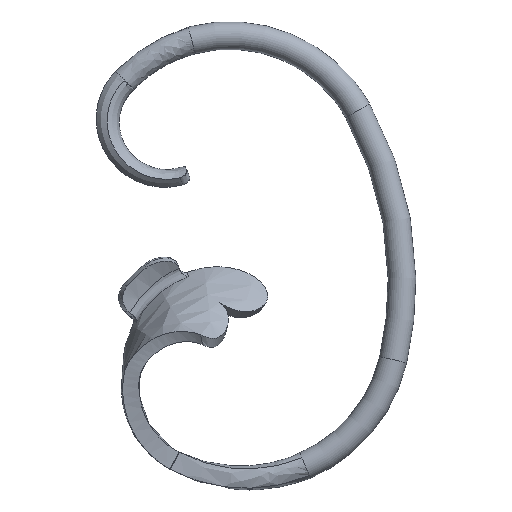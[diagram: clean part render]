
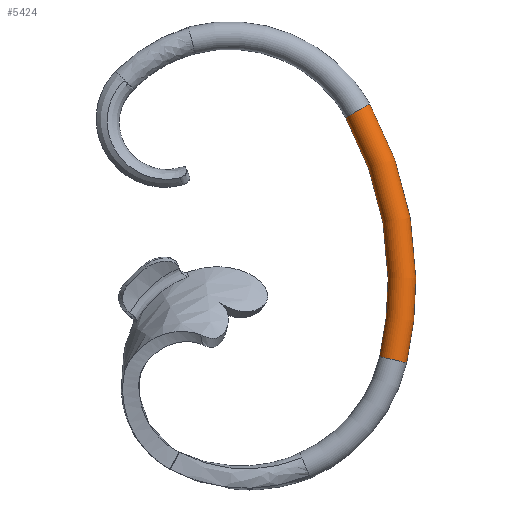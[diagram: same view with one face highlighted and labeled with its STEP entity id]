
A CAD part, top view. The second image highlights one B-rep face of the part: STEP entity #5424.
In plain terms, the highlighted toroidal (fillet/blend) face has major radius 127 mm and minor radius 5 mm.
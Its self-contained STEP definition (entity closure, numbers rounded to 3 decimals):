
#6 = EDGE_LOOP ( 'NONE', ( #12671 ) ) ;
#573 = CARTESIAN_POINT ( 'NONE',  ( 43.347, 55.2, 0. ) ) ;
#3351 = DIRECTION ( 'NONE',  ( 0.975, -0.223, 0. ) ) ;
#3363 = CIRCLE ( 'NONE', #25724, 5. ) ;
#3461 = EDGE_CURVE ( 'NONE', #16792, #16792, #3363, .T. ) ;
#4579 = DIRECTION ( 'NONE',  ( 0., 0., -1. ) ) ;
#5424 = ADVANCED_FACE ( 'NONE', ( #6588, #22348 ), #14282, .T. ) ;
#6492 = VERTEX_POINT ( 'NONE', #573 ) ;
#6588 = FACE_OUTER_BOUND ( 'NONE', #6, .T. ) ;
#8968 = CARTESIAN_POINT ( 'NONE',  ( 56.691, -38.35, 0. ) ) ;
#11094 = DIRECTION ( 'NONE',  ( 0.874, 0.486, 0. ) ) ;
#11256 = AXIS2_PLACEMENT_3D ( 'NONE', #20701, #4579, #12506 ) ;
#11383 = CARTESIAN_POINT ( 'NONE',  ( 51.816, -37.238, 0. ) ) ;
#11833 = EDGE_CURVE ( 'NONE', #6492, #6492, #19182, .T. ) ;
#12506 = DIRECTION ( 'NONE',  ( -1., 0., 0. ) ) ;
#12671 = ORIENTED_EDGE ( 'NONE', *, *, #3461, .F. ) ;
#14282 = TOROIDAL_SURFACE ( 'NONE', #11256, 127., 5. ) ;
#14378 = ORIENTED_EDGE ( 'NONE', *, *, #11833, .T. ) ;
#16792 = VERTEX_POINT ( 'NONE', #8968 ) ;
#18923 = CARTESIAN_POINT ( 'NONE',  ( 38.978, 52.769, 0. ) ) ;
#19182 = CIRCLE ( 'NONE', #25413, 5. ) ;
#19481 = DIRECTION ( 'NONE',  ( -0.223, -0.975, 0. ) ) ;
#20701 = CARTESIAN_POINT ( 'NONE',  ( -72., -8.98, 0. ) ) ;
#21894 = EDGE_LOOP ( 'NONE', ( #14378 ) ) ;
#22348 = FACE_OUTER_BOUND ( 'NONE', #21894, .T. ) ;
#25407 = DIRECTION ( 'NONE',  ( 0.486, -0.874, 0. ) ) ;
#25413 = AXIS2_PLACEMENT_3D ( 'NONE', #18923, #25407, #11094 ) ;
#25724 = AXIS2_PLACEMENT_3D ( 'NONE', #11383, #19481, #3351 ) ;
